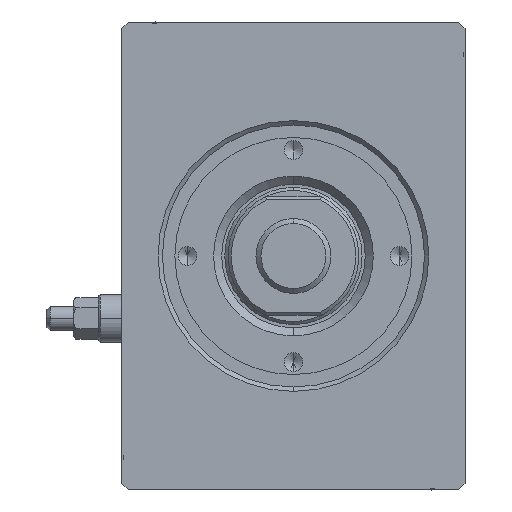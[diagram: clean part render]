
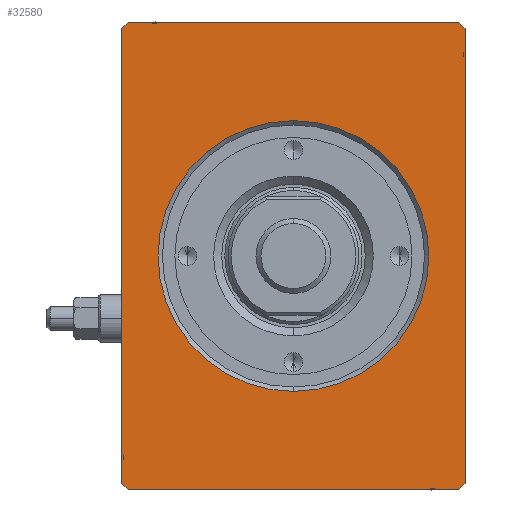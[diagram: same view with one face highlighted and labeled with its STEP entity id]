
A CAD part, left-side view. The second image highlights one B-rep face of the part: STEP entity #32580.
In plain terms, the highlighted planar face has unit normal (-1, 0, 0).
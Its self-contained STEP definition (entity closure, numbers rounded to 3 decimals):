
#65 = EDGE_CURVE ( 'NONE', #31200, #37201, #11632, .T. ) ;
#355 = DIRECTION ( 'NONE',  ( 0., 0., -1. ) ) ;
#920 = EDGE_CURVE ( 'NONE', #14772, #38974, #3799, .T. ) ;
#921 = VECTOR ( 'NONE', #13702, 1000. ) ;
#1958 = LINE ( 'NONE', #37811, #4565 ) ;
#2220 = CARTESIAN_POINT ( 'NONE',  ( 0., -27.5, -36.5 ) ) ;
#3744 = CARTESIAN_POINT ( 'NONE',  ( 0., 0., 0. ) ) ;
#3797 = VERTEX_POINT ( 'NONE', #20536 ) ;
#3799 = LINE ( 'NONE', #23331, #20452 ) ;
#4565 = VECTOR ( 'NONE', #28448, 1000. ) ;
#5430 = FACE_BOUND ( 'NONE', #26202, .T. ) ;
#6295 = ORIENTED_EDGE ( 'NONE', *, *, #41579, .T. ) ;
#6931 = ORIENTED_EDGE ( 'NONE', *, *, #21889, .F. ) ;
#8089 = CARTESIAN_POINT ( 'NONE',  ( 0., 27.5, 36.5 ) ) ;
#8417 = FACE_OUTER_BOUND ( 'NONE', #16192, .T. ) ;
#8844 = DIRECTION ( 'NONE',  ( 1., 0., 0. ) ) ;
#9342 = EDGE_CURVE ( 'NONE', #13281, #35266, #14134, .T. ) ;
#9575 = DIRECTION ( 'NONE',  ( 0., 0., -1. ) ) ;
#9770 = CARTESIAN_POINT ( 'NONE',  ( 0., 0., -21.7 ) ) ;
#9969 = DIRECTION ( 'NONE',  ( 0., -0.707, -0.707 ) ) ;
#10795 = ORIENTED_EDGE ( 'NONE', *, *, #22723, .F. ) ;
#11079 = CARTESIAN_POINT ( 'NONE',  ( 0., -26.5, 37.5 ) ) ;
#11632 = CIRCLE ( 'NONE', #32655, 21.7 ) ;
#12473 = DIRECTION ( 'NONE',  ( 0., 0., -1. ) ) ;
#13281 = VERTEX_POINT ( 'NONE', #8089 ) ;
#13702 = DIRECTION ( 'NONE',  ( 0., -0.707, 0.707 ) ) ;
#13831 = VECTOR ( 'NONE', #30720, 1000. ) ;
#13923 = CIRCLE ( 'NONE', #28826, 21.7 ) ;
#14134 = LINE ( 'NONE', #29837, #921 ) ;
#14474 = CARTESIAN_POINT ( 'NONE',  ( 0., -26.5, -37.5 ) ) ;
#14654 = VECTOR ( 'NONE', #15163, 1000. ) ;
#14771 = VECTOR ( 'NONE', #41872, 1000. ) ;
#14772 = VERTEX_POINT ( 'NONE', #11079 ) ;
#15163 = DIRECTION ( 'NONE',  ( 0., 0.707, -0.707 ) ) ;
#15612 = DIRECTION ( 'NONE',  ( 0., 0., -1. ) ) ;
#16192 = EDGE_LOOP ( 'NONE', ( #22422, #37249, #16378, #38027, #6931, #33037, #37089, #10795 ) ) ;
#16378 = ORIENTED_EDGE ( 'NONE', *, *, #41471, .F. ) ;
#16567 = CARTESIAN_POINT ( 'NONE',  ( 0., 0., 0. ) ) ;
#16740 = VERTEX_POINT ( 'NONE', #35077 ) ;
#17699 = VERTEX_POINT ( 'NONE', #14474 ) ;
#18188 = PLANE ( 'NONE',  #29684 ) ;
#18331 = CARTESIAN_POINT ( 'NONE',  ( 0., 0., 21.7 ) ) ;
#19139 = CARTESIAN_POINT ( 'NONE',  ( 0., 26.5, 37.5 ) ) ;
#19253 = EDGE_CURVE ( 'NONE', #38974, #3797, #28589, .T. ) ;
#20452 = VECTOR ( 'NONE', #9969, 1000. ) ;
#20536 = CARTESIAN_POINT ( 'NONE',  ( 0., -27.5, -36.5 ) ) ;
#21801 = CARTESIAN_POINT ( 'NONE',  ( 0., 26.5, 37.5 ) ) ;
#21889 = EDGE_CURVE ( 'NONE', #3797, #17699, #31285, .T. ) ;
#22350 = LINE ( 'NONE', #35281, #14771 ) ;
#22422 = ORIENTED_EDGE ( 'NONE', *, *, #9342, .F. ) ;
#22723 = EDGE_CURVE ( 'NONE', #35266, #14772, #25716, .T. ) ;
#23331 = CARTESIAN_POINT ( 'NONE',  ( 0., -26.5, 37.5 ) ) ;
#24366 = CARTESIAN_POINT ( 'NONE',  ( 0., 27.5, -36.5 ) ) ;
#25247 = DIRECTION ( 'NONE',  ( 1., 0., 0. ) ) ;
#25634 = CARTESIAN_POINT ( 'NONE',  ( 0., -27.5, 36.5 ) ) ;
#25716 = LINE ( 'NONE', #19139, #27173 ) ;
#26202 = EDGE_LOOP ( 'NONE', ( #36964, #6295 ) ) ;
#27076 = CARTESIAN_POINT ( 'NONE',  ( 0., 27.5, -36.5 ) ) ;
#27173 = VECTOR ( 'NONE', #38663, 1000. ) ;
#28448 = DIRECTION ( 'NONE',  ( 0., 0.707, 0.707 ) ) ;
#28589 = LINE ( 'NONE', #25634, #37747 ) ;
#28826 = AXIS2_PLACEMENT_3D ( 'NONE', #16567, #35451, #9575 ) ;
#29684 = AXIS2_PLACEMENT_3D ( 'NONE', #41090, #8844, #15612 ) ;
#29837 = CARTESIAN_POINT ( 'NONE',  ( 0., 27.5, 36.5 ) ) ;
#30720 = DIRECTION ( 'NONE',  ( 0., 0., 1. ) ) ;
#31200 = VERTEX_POINT ( 'NONE', #18331 ) ;
#31285 = LINE ( 'NONE', #2220, #14654 ) ;
#32580 = ADVANCED_FACE ( 'NONE', ( #5430, #8417 ), #18188, .F. ) ;
#32655 = AXIS2_PLACEMENT_3D ( 'NONE', #3744, #25247, #355 ) ;
#33037 = ORIENTED_EDGE ( 'NONE', *, *, #19253, .F. ) ;
#35077 = CARTESIAN_POINT ( 'NONE',  ( 0., 26.5, -37.5 ) ) ;
#35266 = VERTEX_POINT ( 'NONE', #21801 ) ;
#35281 = CARTESIAN_POINT ( 'NONE',  ( 0., -26.5, -37.5 ) ) ;
#35451 = DIRECTION ( 'NONE',  ( 1., 0., 0. ) ) ;
#35497 = VERTEX_POINT ( 'NONE', #27076 ) ;
#35928 = EDGE_CURVE ( 'NONE', #35497, #13281, #40912, .T. ) ;
#36937 = EDGE_CURVE ( 'NONE', #17699, #16740, #22350, .T. ) ;
#36964 = ORIENTED_EDGE ( 'NONE', *, *, #65, .T. ) ;
#37089 = ORIENTED_EDGE ( 'NONE', *, *, #920, .F. ) ;
#37201 = VERTEX_POINT ( 'NONE', #9770 ) ;
#37249 = ORIENTED_EDGE ( 'NONE', *, *, #35928, .F. ) ;
#37747 = VECTOR ( 'NONE', #12473, 1000. ) ;
#37811 = CARTESIAN_POINT ( 'NONE',  ( 0., 26.5, -37.5 ) ) ;
#38027 = ORIENTED_EDGE ( 'NONE', *, *, #36937, .F. ) ;
#38663 = DIRECTION ( 'NONE',  ( 0., -1., 0. ) ) ;
#38974 = VERTEX_POINT ( 'NONE', #41210 ) ;
#40912 = LINE ( 'NONE', #24366, #13831 ) ;
#41090 = CARTESIAN_POINT ( 'NONE',  ( 0., 0., 0. ) ) ;
#41210 = CARTESIAN_POINT ( 'NONE',  ( 0., -27.5, 36.5 ) ) ;
#41471 = EDGE_CURVE ( 'NONE', #16740, #35497, #1958, .T. ) ;
#41579 = EDGE_CURVE ( 'NONE', #37201, #31200, #13923, .T. ) ;
#41872 = DIRECTION ( 'NONE',  ( 0., 1., 0. ) ) ;
